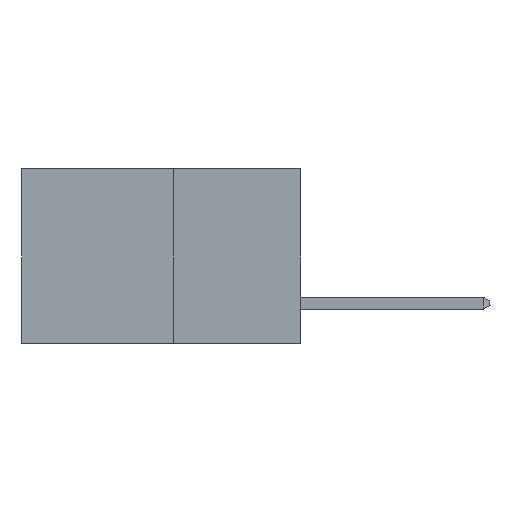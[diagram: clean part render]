
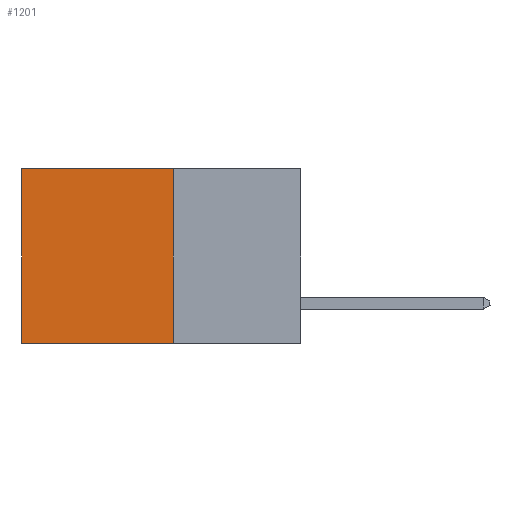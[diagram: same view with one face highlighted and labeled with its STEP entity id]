
A CAD part, left-side view. The second image highlights one B-rep face of the part: STEP entity #1201.
In plain terms, the highlighted planar face has unit normal (-1, 0, 0).
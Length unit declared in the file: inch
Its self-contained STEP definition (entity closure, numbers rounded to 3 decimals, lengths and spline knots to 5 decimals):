
#513 = CARTESIAN_POINT ( 'NONE',  ( 0.277, 0.27, -0.37 ) ) ;
#542 = LINE ( 'NONE', #14872, #5676 ) ;
#783 = VERTEX_POINT ( 'NONE', #9424 ) ;
#1201 = ADVANCED_FACE ( 'NONE', ( #4419 ), #28128, .F. ) ;
#1497 = EDGE_CURVE ( 'NONE', #12798, #27710, #13552, .T. ) ;
#3368 = DIRECTION ( 'NONE',  ( 0., 1., 0. ) ) ;
#4099 = DIRECTION ( 'NONE',  ( 0., 1., 0. ) ) ;
#4419 = FACE_OUTER_BOUND ( 'NONE', #7318, .T. ) ;
#4557 = CARTESIAN_POINT ( 'NONE',  ( 0.277, 0.27, 0. ) ) ;
#5470 = CARTESIAN_POINT ( 'NONE',  ( 0.277, 0.27, -0.37 ) ) ;
#5676 = VECTOR ( 'NONE', #17381, 39.37008 ) ;
#5926 = CARTESIAN_POINT ( 'NONE',  ( 0.277, 0.27, -0.37 ) ) ;
#6613 = AXIS2_PLACEMENT_3D ( 'NONE', #17973, #18441, #18412 ) ;
#7318 = EDGE_LOOP ( 'NONE', ( #10771, #20945, #28263, #29950 ) ) ;
#7963 = DIRECTION ( 'NONE',  ( 0., 0., -1. ) ) ;
#9424 = CARTESIAN_POINT ( 'NONE',  ( 0.277, 0.59, 0. ) ) ;
#10508 = LINE ( 'NONE', #30482, #17079 ) ;
#10771 = ORIENTED_EDGE ( 'NONE', *, *, #17298, .T. ) ;
#12798 = VERTEX_POINT ( 'NONE', #513 ) ;
#13548 = EDGE_CURVE ( 'NONE', #27090, #783, #10508, .T. ) ;
#13552 = LINE ( 'NONE', #5926, #21702 ) ;
#14872 = CARTESIAN_POINT ( 'NONE',  ( 0.277, 0.59, -0.37 ) ) ;
#16132 = VECTOR ( 'NONE', #7963, 39.37008 ) ;
#17079 = VECTOR ( 'NONE', #3368, 39.37008 ) ;
#17298 = EDGE_CURVE ( 'NONE', #783, #27710, #542, .T. ) ;
#17381 = DIRECTION ( 'NONE',  ( 0., 0., -1. ) ) ;
#17973 = CARTESIAN_POINT ( 'NONE',  ( 0.277, 0.27, -0.37 ) ) ;
#18412 = DIRECTION ( 'NONE',  ( 0., 0., -1. ) ) ;
#18441 = DIRECTION ( 'NONE',  ( 1., 0., 0. ) ) ;
#20945 = ORIENTED_EDGE ( 'NONE', *, *, #1497, .F. ) ;
#21702 = VECTOR ( 'NONE', #4099, 39.37008 ) ;
#22705 = LINE ( 'NONE', #5470, #16132 ) ;
#22902 = EDGE_CURVE ( 'NONE', #27090, #12798, #22705, .T. ) ;
#27090 = VERTEX_POINT ( 'NONE', #4557 ) ;
#27710 = VERTEX_POINT ( 'NONE', #29210 ) ;
#28128 = PLANE ( 'NONE',  #6613 ) ;
#28263 = ORIENTED_EDGE ( 'NONE', *, *, #22902, .F. ) ;
#29210 = CARTESIAN_POINT ( 'NONE',  ( 0.277, 0.59, -0.37 ) ) ;
#29950 = ORIENTED_EDGE ( 'NONE', *, *, #13548, .T. ) ;
#30482 = CARTESIAN_POINT ( 'NONE',  ( 0.277, 0.27, 0. ) ) ;
